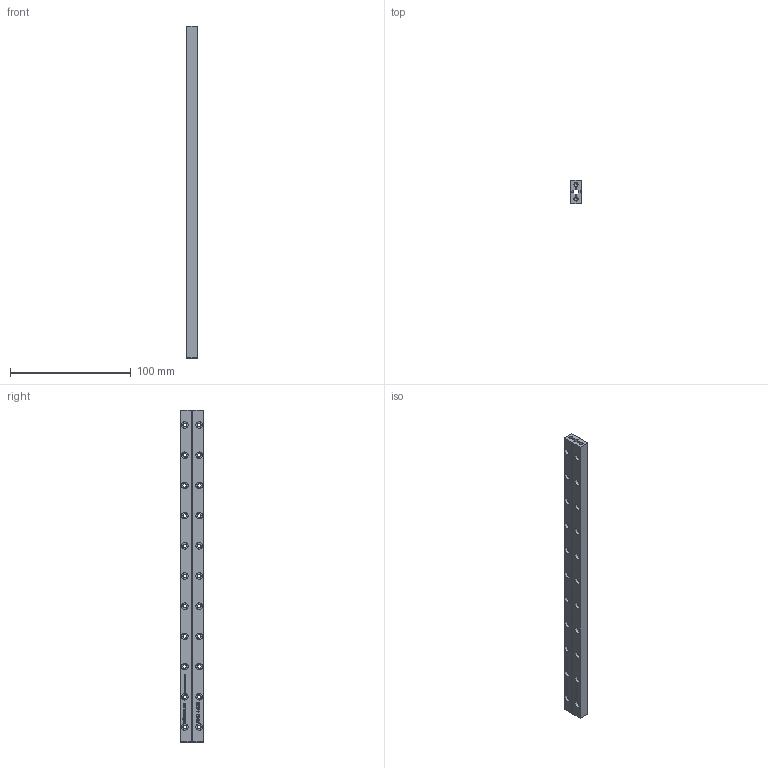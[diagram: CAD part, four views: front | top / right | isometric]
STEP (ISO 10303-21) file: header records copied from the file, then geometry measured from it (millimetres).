
FILE_DESCRIPTION(('FreeCAD Model'),'2;1');
FILE_NAME('RNG 4-275.step' ,'2020-08-08T15:00:44',('Author'),(''), 'Open CASCADE STEP processor 6.8','FreeCAD','Unknown');
FILE_SCHEMA(('AUTOMOTIVE_DESIGN_CC2 { 1 2 10303 214 -1 1 5 4 }'));
Length unit declared in the file: millimetre
Products named in the file (2): ASSEMBLY; Schienenpaar
Assembly tree (1 placements, depth 2):
  ASSEMBLY
    Schienenpaar
Bounding box: 9 x 19 x 275 mm (x, y, z)
Volume: 38213.3 mm3; surface area: 24244.4 mm2
Topology: 2 solids, 2 shells, 755 faces, 1996 edges, 1306 vertices
Faces by surface type: extrusion 409, plane 266, cylinder 50, cone 30
Full cylindrical faces by diameter (mm): 3 x26, 5.5 x22
Entity records: 49571 total; most frequent: CARTESIAN_POINT 12118, DIRECTION 5517, VECTOR 4495, LINE 4086, ORIENTED_EDGE 3984, PCURVE 3984, DEFINITIONAL_REPRESENTATION 3984, B_SPLINE_CURVE_WITH_KNOTS 2077
